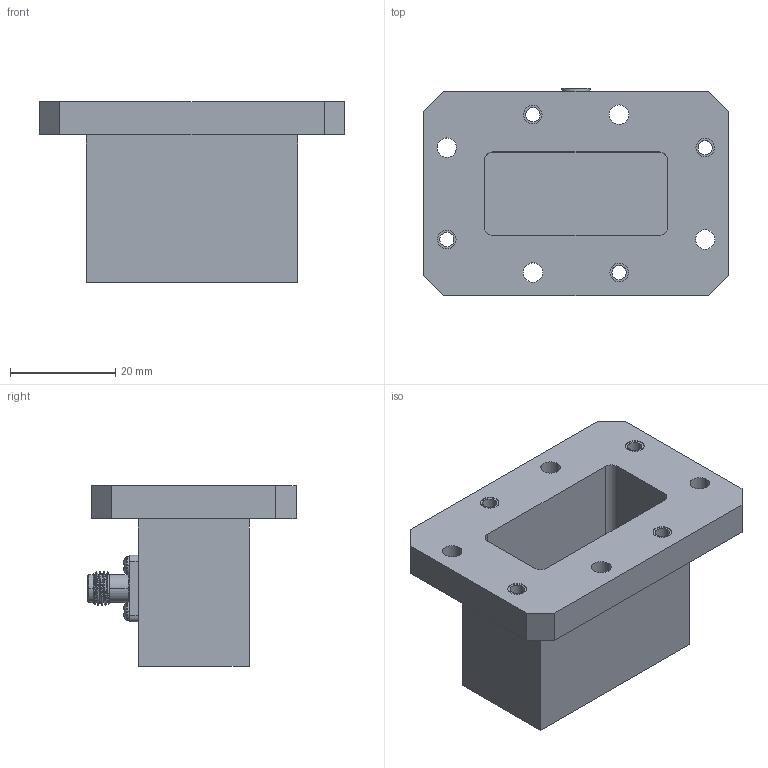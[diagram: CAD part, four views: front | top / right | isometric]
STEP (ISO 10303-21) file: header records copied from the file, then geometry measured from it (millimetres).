
FILE_DESCRIPTION (( 'STEP AP203' ), '1' );
FILE_NAME ('FMWCA9830_3D.step', '2022-03-15T17:21:27', ( '' ), ( '' ), 'SwSTEP 2.0', 'SolidWorks 2021', '' );
FILE_SCHEMA (( 'CONFIG_CONTROL_DESIGN' ));
Length unit declared in the file: inch
Products named in the file (1): FMWCA9830_3D
Bounding box: 57.91 x 39.5 x 34.35 mm (x, y, z)
Volume: 20306.8 mm3; surface area: 13044.5 mm2
Topology: 1 solids, 5 shells, 341 faces, 1168 edges, 905 vertices
Faces by surface type: plane 166, cylinder 108, cone 34, bspline 31, torus 2
Entity records: 22407 total; most frequent: CARTESIAN_POINT 12690, ORIENTED_EDGE 2336, DIRECTION 1580, EDGE_CURVE 1168, VERTEX_POINT 905, AXIS2_PLACEMENT_3D 539, VECTOR 502, LINE 502
